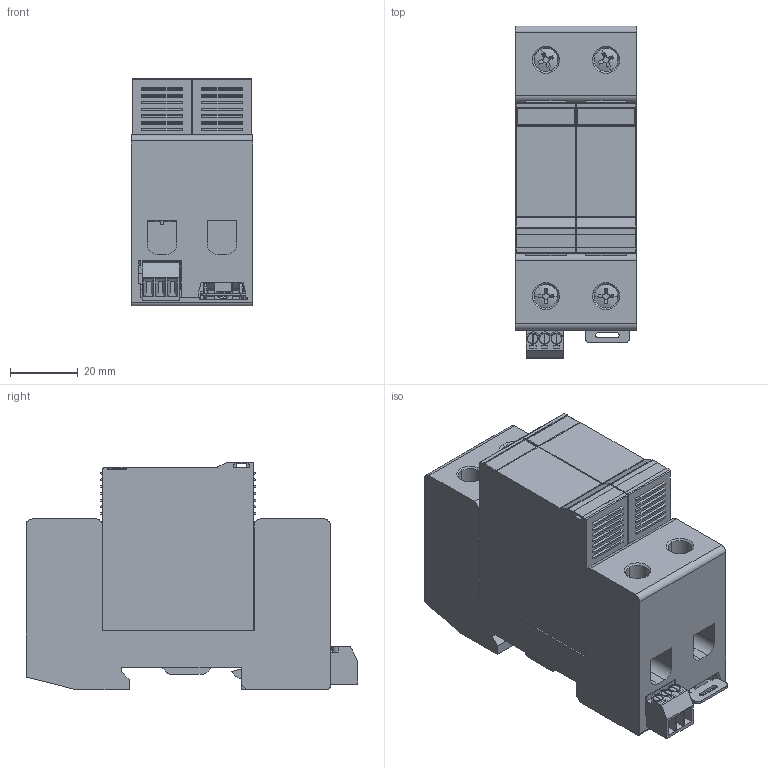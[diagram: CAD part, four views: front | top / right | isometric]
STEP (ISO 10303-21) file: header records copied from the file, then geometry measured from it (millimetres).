
FILE_DESCRIPTION (( 'STEP AP214' ), '1' );
FILE_NAME ('DS42S-48DC for 3D Marketing 20210709 rev1.STEP', '2021-07-09T12:27:15', ( '' ), ( '' ), 'SwSTEP 2.0', 'SolidWorks 2019', '' );
FILE_SCHEMA (( 'AUTOMOTIVE_DESIGN' ));
Length unit declared in the file: millimetre
Products named in the file (1): DS42S-48DC for 3D Marketing 20210709 rev1
Bounding box: 36 x 98.2 x 67.4 mm (x, y, z)
Volume: 164517.6 mm3; surface area: 43510.6 mm2
Topology: 1 solids, 7 shells, 872 faces, 2461 edges, 1616 vertices
Faces by surface type: plane 695, cylinder 150, bspline 19, cone 8
Entity records: 44880 total; most frequent: CARTESIAN_POINT 12957, ORIENTED_EDGE 4916, DIRECTION 4182, EDGE_CURVE 2458, LINE 1916, VECTOR 1916, VERTEX_POINT 1616, AXIS2_PLACEMENT_3D 1133
